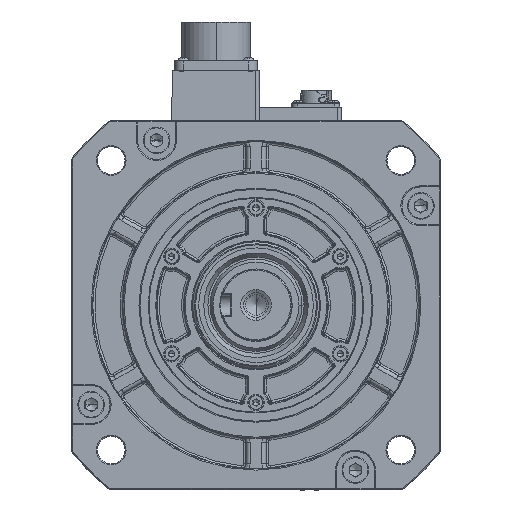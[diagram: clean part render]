
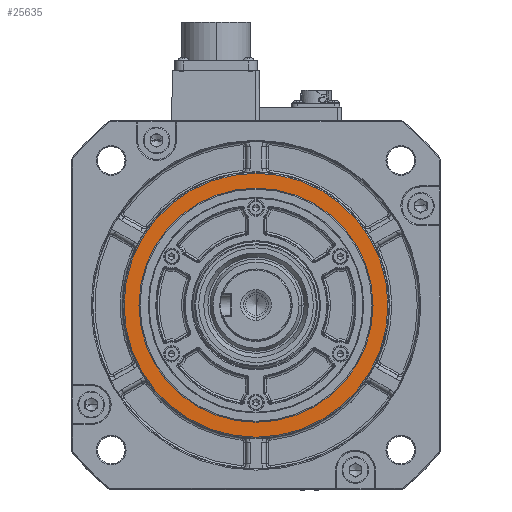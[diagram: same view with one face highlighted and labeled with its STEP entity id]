
A CAD part, top view. The second image highlights one B-rep face of the part: STEP entity #25635.
In plain terms, the highlighted planar face has unit normal (0, 0, 1).
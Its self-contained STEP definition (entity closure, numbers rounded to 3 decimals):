
#2229 = CARTESIAN_POINT ( 'NONE',  ( 64.452, 0., 85. ) ) ;
#5439 = VERTEX_POINT ( 'NONE', #2229 ) ;
#7622 = AXIS2_PLACEMENT_3D ( 'NONE', #70832, #17240, #33960 ) ;
#9949 = FACE_BOUND ( 'NONE', #22977, .T. ) ;
#17240 = DIRECTION ( 'NONE',  ( 0., 0., -1. ) ) ;
#20082 = AXIS2_PLACEMENT_3D ( 'NONE', #95076, #111738, #84953 ) ;
#20595 = AXIS2_PLACEMENT_3D ( 'NONE', #112648, #77294, #58665 ) ;
#22977 = EDGE_LOOP ( 'NONE', ( #92739, #29847 ) ) ;
#24358 = AXIS2_PLACEMENT_3D ( 'NONE', #31548, #58356, #93783 ) ;
#25635 = ADVANCED_FACE ( 'NONE', ( #64087, #9949 ), #68034, .T. ) ;
#26383 = DIRECTION ( 'NONE',  ( 1., 0., 0. ) ) ;
#28761 = VERTEX_POINT ( 'NONE', #36398 ) ;
#28930 = EDGE_CURVE ( 'NONE', #102730, #28761, #72082, .T. ) ;
#29847 = ORIENTED_EDGE ( 'NONE', *, *, #68097, .T. ) ;
#31548 = CARTESIAN_POINT ( 'NONE',  ( 57.15, 0., 85. ) ) ;
#33960 = DIRECTION ( 'NONE',  ( 1., 0., 0. ) ) ;
#36398 = CARTESIAN_POINT ( 'NONE',  ( 57.15, 0., 85. ) ) ;
#42205 = ORIENTED_EDGE ( 'NONE', *, *, #78135, .F. ) ;
#47340 = CARTESIAN_POINT ( 'NONE',  ( -57.15, 0., 85. ) ) ;
#53603 = CARTESIAN_POINT ( 'NONE',  ( 0., 0., 85. ) ) ;
#55007 = CIRCLE ( 'NONE', #60734, 64.452 ) ;
#57034 = ORIENTED_EDGE ( 'NONE', *, *, #107000, .F. ) ;
#58356 = DIRECTION ( 'NONE',  ( 0., 0., 1. ) ) ;
#58665 = DIRECTION ( 'NONE',  ( -1., 0., 0. ) ) ;
#60734 = AXIS2_PLACEMENT_3D ( 'NONE', #53603, #106096, #26383 ) ;
#64087 = FACE_OUTER_BOUND ( 'NONE', #64632, .T. ) ;
#64632 = EDGE_LOOP ( 'NONE', ( #42205, #57034 ) ) ;
#68034 = PLANE ( 'NONE',  #24358 ) ;
#68097 = EDGE_CURVE ( 'NONE', #28761, #102730, #106357, .T. ) ;
#70832 = CARTESIAN_POINT ( 'NONE',  ( 0., 0., 85. ) ) ;
#72082 = CIRCLE ( 'NONE', #20082, 57.15 ) ;
#72180 = CIRCLE ( 'NONE', #7622, 64.452 ) ;
#77294 = DIRECTION ( 'NONE',  ( 0., 0., -1. ) ) ;
#78135 = EDGE_CURVE ( 'NONE', #99594, #5439, #55007, .T. ) ;
#84953 = DIRECTION ( 'NONE',  ( -1., 0., 0. ) ) ;
#92739 = ORIENTED_EDGE ( 'NONE', *, *, #28930, .T. ) ;
#93783 = DIRECTION ( 'NONE',  ( 1., 0., 0. ) ) ;
#94679 = CARTESIAN_POINT ( 'NONE',  ( -64.452, 0., 85. ) ) ;
#95076 = CARTESIAN_POINT ( 'NONE',  ( 0., 0., 85. ) ) ;
#99594 = VERTEX_POINT ( 'NONE', #94679 ) ;
#102730 = VERTEX_POINT ( 'NONE', #47340 ) ;
#106096 = DIRECTION ( 'NONE',  ( 0., 0., -1. ) ) ;
#106357 = CIRCLE ( 'NONE', #20595, 57.15 ) ;
#107000 = EDGE_CURVE ( 'NONE', #5439, #99594, #72180, .T. ) ;
#111738 = DIRECTION ( 'NONE',  ( 0., 0., -1. ) ) ;
#112648 = CARTESIAN_POINT ( 'NONE',  ( 0., 0., 85. ) ) ;
